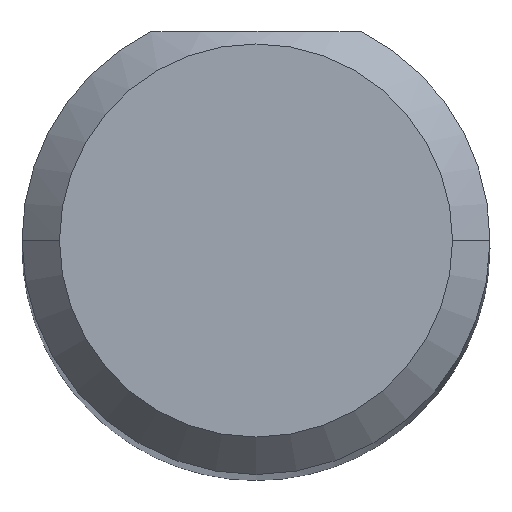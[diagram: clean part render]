
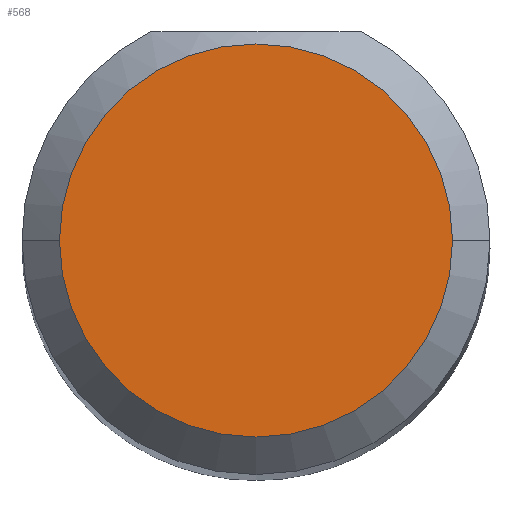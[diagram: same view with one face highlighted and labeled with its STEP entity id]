
A CAD part, top view. The second image highlights one B-rep face of the part: STEP entity #568.
In plain terms, the highlighted planar face has unit normal (0, 0, 1).
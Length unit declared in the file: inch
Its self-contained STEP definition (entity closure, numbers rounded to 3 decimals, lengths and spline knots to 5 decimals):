
#25 = AXIS2_PLACEMENT_3D ( 'NONE', #421, #310, #26 ) ;
#26 = DIRECTION ( 'NONE',  ( 1., 0., 0. ) ) ;
#33 = FACE_OUTER_BOUND ( 'NONE', #619, .T. ) ;
#79 = DIRECTION ( 'NONE',  ( 1., 0., 0. ) ) ;
#112 = AXIS2_PLACEMENT_3D ( 'NONE', #368, #479, #696 ) ;
#143 = CARTESIAN_POINT ( 'NONE',  ( 0., 0., 2. ) ) ;
#199 = CARTESIAN_POINT ( 'NONE',  ( -0.07875, 0., 2. ) ) ;
#254 = PLANE ( 'NONE',  #112 ) ;
#270 = VERTEX_POINT ( 'NONE', #285 ) ;
#285 = CARTESIAN_POINT ( 'NONE',  ( 0.07875, 0., 2. ) ) ;
#310 = DIRECTION ( 'NONE',  ( 0., 0., 1. ) ) ;
#316 = ORIENTED_EDGE ( 'NONE', *, *, #455, .T. ) ;
#337 = CIRCLE ( 'NONE', #25, 0.07875 ) ;
#349 = AXIS2_PLACEMENT_3D ( 'NONE', #143, #354, #79 ) ;
#354 = DIRECTION ( 'NONE',  ( 0., 0., 1. ) ) ;
#368 = CARTESIAN_POINT ( 'NONE',  ( 0., 0., 2. ) ) ;
#421 = CARTESIAN_POINT ( 'NONE',  ( 0., 0., 2. ) ) ;
#455 = EDGE_CURVE ( 'NONE', #562, #270, #607, .T. ) ;
#458 = ORIENTED_EDGE ( 'NONE', *, *, #516, .T. ) ;
#479 = DIRECTION ( 'NONE',  ( 0., 0., 1. ) ) ;
#516 = EDGE_CURVE ( 'NONE', #270, #562, #337, .T. ) ;
#562 = VERTEX_POINT ( 'NONE', #199 ) ;
#568 = ADVANCED_FACE ( 'NONE', ( #33 ), #254, .T. ) ;
#607 = CIRCLE ( 'NONE', #349, 0.07875 ) ;
#619 = EDGE_LOOP ( 'NONE', ( #316, #458 ) ) ;
#696 = DIRECTION ( 'NONE',  ( 1., 0., 0. ) ) ;
